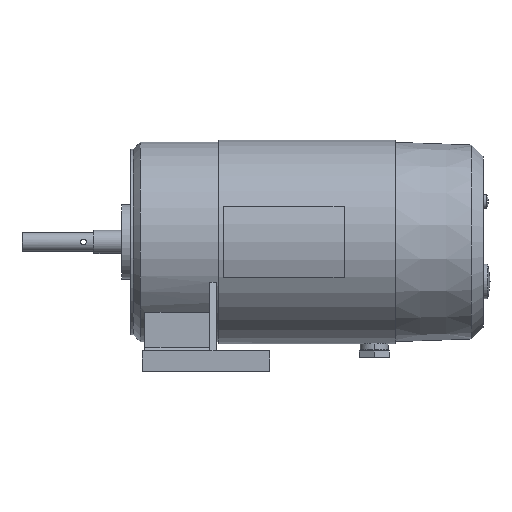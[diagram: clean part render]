
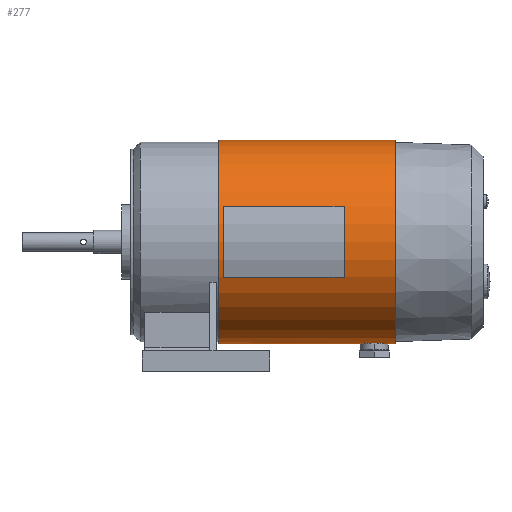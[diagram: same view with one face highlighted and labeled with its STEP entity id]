
A CAD part, top view. The second image highlights one B-rep face of the part: STEP entity #277.
In plain terms, the highlighted cylindrical face has radius 44 mm (diameter 88 mm), a partial arc.
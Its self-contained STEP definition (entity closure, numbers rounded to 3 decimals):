
#277 = ADVANCED_FACE( '', ( #715, #716 ), #717, .T. );
#715 = FACE_OUTER_BOUND( '', #1181, .T. );
#716 = FACE_BOUND( '', #1182, .T. );
#717 = CYLINDRICAL_SURFACE( '', #1183, 44. );
#1181 = EDGE_LOOP( '', ( #2743, #2744, #2745, #2746, #2747, #2748, #2749 ) );
#1182 = EDGE_LOOP( '', ( #2750, #2751, #2752, #2753 ) );
#1183 = AXIS2_PLACEMENT_3D( '', #2754, #2755, #2756 );
#2743 = ORIENTED_EDGE( '', *, *, #2894, .T. );
#2744 = ORIENTED_EDGE( '', *, *, #3354, .F. );
#2745 = ORIENTED_EDGE( '', *, *, #2899, .T. );
#2746 = ORIENTED_EDGE( '', *, *, #2944, .T. );
#2747 = ORIENTED_EDGE( '', *, *, #3332, .T. );
#2748 = ORIENTED_EDGE( '', *, *, #2896, .T. );
#2749 = ORIENTED_EDGE( '', *, *, #3353, .T. );
#2750 = ORIENTED_EDGE( '', *, *, #3306, .T. );
#2751 = ORIENTED_EDGE( '', *, *, #3302, .T. );
#2752 = ORIENTED_EDGE( '', *, *, #3309, .T. );
#2753 = ORIENTED_EDGE( '', *, *, #3313, .T. );
#2754 = CARTESIAN_POINT( '', ( 76., 0., 0. ) );
#2755 = DIRECTION( '', ( 1., 0., 0. ) );
#2756 = DIRECTION( '', ( 0., 1., 0. ) );
#2894 = EDGE_CURVE( '', #3422, #3423, #3424, .T. );
#2896 = EDGE_CURVE( '', #3427, #3425, #3428, .T. );
#2899 = EDGE_CURVE( '', #3433, #3431, #3434, .T. );
#2944 = EDGE_CURVE( '', #3431, #3514, #3516, .T. );
#3302 = EDGE_CURVE( '', #4096, #4097, #4098, .T. );
#3306 = EDGE_CURVE( '', #4104, #4096, #4105, .T. );
#3309 = EDGE_CURVE( '', #4097, #4109, #4110, .T. );
#3313 = EDGE_CURVE( '', #4109, #4104, #4115, .T. );
#3332 = EDGE_CURVE( '', #3514, #3427, #4146, .T. );
#3353 = EDGE_CURVE( '', #3425, #3422, #4169, .T. );
#3354 = EDGE_CURVE( '', #3433, #3423, #4170, .T. );
#3422 = VERTEX_POINT( '', #4254 );
#3423 = VERTEX_POINT( '', #4255 );
#3424 = LINE( '', #4256, #4257 );
#3425 = VERTEX_POINT( '', #4258 );
#3427 = VERTEX_POINT( '', #4260 );
#3428 = LINE( '', #4261, #4262 );
#3431 = VERTEX_POINT( '', #4282 );
#3433 = VERTEX_POINT( '', #4301 );
#3434 = LINE( '', #4302, #4303 );
#3514 = VERTEX_POINT( '', #4505 );
#3516 = B_SPLINE_CURVE_WITH_KNOTS( '', 3, ( #4508, #4509, #4510, #4511, #4512, #4513, #4514, #4515, #4516, #4517, #4518, #4519, #4520, #4521, #4522, #4523, #4524, #4525 ), .UNSPECIFIED., .F., .F., ( 4, 2, 2, 2, 2, 2, 2, 2, 4 ), ( 9.053, 10.184, 11.316, 12.447, 13.579, 14.71, 15.842, 16.974, 18.105 ), .UNSPECIFIED. );
#4096 = VERTEX_POINT( '', #5352 );
#4097 = VERTEX_POINT( '', #5353 );
#4098 = CIRCLE( '', #5354, 44. );
#4104 = VERTEX_POINT( '', #5362 );
#4105 = LINE( '', #5363, #5364 );
#4109 = VERTEX_POINT( '', #5370 );
#4110 = LINE( '', #5371, #5372 );
#4115 = CIRCLE( '', #5379, 44. );
#4146 = B_SPLINE_CURVE_WITH_KNOTS( '', 3, ( #5428, #5429, #5430, #5431, #5432, #5433, #5434, #5435, #5436, #5437, #5438, #5439, #5440, #5441, #5442, #5443, #5444, #5445 ), .UNSPECIFIED., .F., .F., ( 4, 2, 2, 2, 2, 2, 2, 2, 4 ), ( 18.105, 19.237, 20.368, 21.5, 22.632, 23.763, 24.895, 26.026, 27.158 ), .UNSPECIFIED. );
#4169 = CIRCLE( '', #5504, 44. );
#4170 = CIRCLE( '', #5505, 44. );
#4254 = CARTESIAN_POINT( '', ( 114., 44., 0. ) );
#4255 = CARTESIAN_POINT( '', ( 38., 44., 0. ) );
#4256 = CARTESIAN_POINT( '', ( 76., 44., 0. ) );
#4257 = VECTOR( '', #5573, 1. );
#4258 = CARTESIAN_POINT( '', ( 114., -44., 0. ) );
#4260 = CARTESIAN_POINT( '', ( 111., -44., 0. ) );
#4261 = CARTESIAN_POINT( '', ( 76., -44., 0. ) );
#4262 = VECTOR( '', #5577, 1. );
#4282 = CARTESIAN_POINT( '', ( 99., -44., 0. ) );
#4301 = CARTESIAN_POINT( '', ( 38., -44., 0. ) );
#4302 = CARTESIAN_POINT( '', ( 76., -44., 0. ) );
#4303 = VECTOR( '', #5578, 1. );
#4505 = CARTESIAN_POINT( '', ( 105., -43.589, 6. ) );
#4508 = CARTESIAN_POINT( '', ( 99., -44., 0. ) );
#4509 = CARTESIAN_POINT( '', ( 99., -44., 0.377 ) );
#4510 = CARTESIAN_POINT( '', ( 99.036, -43.995, 0.767 ) );
#4511 = CARTESIAN_POINT( '', ( 99.188, -43.975, 1.542 ) );
#4512 = CARTESIAN_POINT( '', ( 99.304, -43.959, 1.928 ) );
#4513 = CARTESIAN_POINT( '', ( 99.61, -43.921, 2.667 ) );
#4514 = CARTESIAN_POINT( '', ( 99.801, -43.897, 3.021 ) );
#4515 = CARTESIAN_POINT( '', ( 100.241, -43.847, 3.676 ) );
#4516 = CARTESIAN_POINT( '', ( 100.491, -43.821, 3.977 ) );
#4517 = CARTESIAN_POINT( '', ( 101.023, -43.769, 4.509 ) );
#4518 = CARTESIAN_POINT( '', ( 101.324, -43.742, 4.759 ) );
#4519 = CARTESIAN_POINT( '', ( 101.979, -43.692, 5.199 ) );
#4520 = CARTESIAN_POINT( '', ( 102.333, -43.669, 5.39 ) );
#4521 = CARTESIAN_POINT( '', ( 103.072, -43.63, 5.696 ) );
#4522 = CARTESIAN_POINT( '', ( 103.458, -43.615, 5.812 ) );
#4523 = CARTESIAN_POINT( '', ( 104.233, -43.594, 5.964 ) );
#4524 = CARTESIAN_POINT( '', ( 104.623, -43.589, 6. ) );
#4525 = CARTESIAN_POINT( '', ( 105., -43.589, 6. ) );
#5352 = CARTESIAN_POINT( '', ( 40., -15.049, 41.346 ) );
#5353 = CARTESIAN_POINT( '', ( 40., 15.049, 41.346 ) );
#5354 = AXIS2_PLACEMENT_3D( '', #6226, #6227, #6228 );
#5362 = CARTESIAN_POINT( '', ( 92., -15.049, 41.346 ) );
#5363 = CARTESIAN_POINT( '', ( 66., -15.049, 41.346 ) );
#5364 = VECTOR( '', #6234, 1. );
#5370 = CARTESIAN_POINT( '', ( 92., 15.049, 41.346 ) );
#5371 = CARTESIAN_POINT( '', ( 66., 15.049, 41.346 ) );
#5372 = VECTOR( '', #6237, 1. );
#5379 = AXIS2_PLACEMENT_3D( '', #6243, #6244, #6245 );
#5428 = CARTESIAN_POINT( '', ( 105., -43.589, 6. ) );
#5429 = CARTESIAN_POINT( '', ( 105.377, -43.589, 6. ) );
#5430 = CARTESIAN_POINT( '', ( 105.767, -43.594, 5.964 ) );
#5431 = CARTESIAN_POINT( '', ( 106.542, -43.615, 5.812 ) );
#5432 = CARTESIAN_POINT( '', ( 106.928, -43.63, 5.696 ) );
#5433 = CARTESIAN_POINT( '', ( 107.667, -43.669, 5.39 ) );
#5434 = CARTESIAN_POINT( '', ( 108.021, -43.692, 5.199 ) );
#5435 = CARTESIAN_POINT( '', ( 108.676, -43.742, 4.759 ) );
#5436 = CARTESIAN_POINT( '', ( 108.977, -43.769, 4.509 ) );
#5437 = CARTESIAN_POINT( '', ( 109.509, -43.821, 3.977 ) );
#5438 = CARTESIAN_POINT( '', ( 109.759, -43.847, 3.676 ) );
#5439 = CARTESIAN_POINT( '', ( 110.199, -43.897, 3.021 ) );
#5440 = CARTESIAN_POINT( '', ( 110.39, -43.921, 2.667 ) );
#5441 = CARTESIAN_POINT( '', ( 110.696, -43.959, 1.928 ) );
#5442 = CARTESIAN_POINT( '', ( 110.812, -43.975, 1.542 ) );
#5443 = CARTESIAN_POINT( '', ( 110.964, -43.995, 0.767 ) );
#5444 = CARTESIAN_POINT( '', ( 111., -44., 0.377 ) );
#5445 = CARTESIAN_POINT( '', ( 111., -44., 0. ) );
#5504 = AXIS2_PLACEMENT_3D( '', #6314, #6315, #6316 );
#5505 = AXIS2_PLACEMENT_3D( '', #6317, #6318, #6319 );
#5573 = DIRECTION( '', ( -1., 0., 0. ) );
#5577 = DIRECTION( '', ( 1., 0., 0. ) );
#5578 = DIRECTION( '', ( 1., 0., 0. ) );
#6226 = CARTESIAN_POINT( '', ( 40., 0., 0. ) );
#6227 = DIRECTION( '', ( -1., 0., 0. ) );
#6228 = DIRECTION( '', ( 0., 1., 0. ) );
#6234 = DIRECTION( '', ( -1., 0., 0. ) );
#6237 = DIRECTION( '', ( 1., 0., 0. ) );
#6243 = CARTESIAN_POINT( '', ( 92., 0., 0. ) );
#6244 = DIRECTION( '', ( 1., 0., 0. ) );
#6245 = DIRECTION( '', ( 0., 1., 0. ) );
#6314 = CARTESIAN_POINT( '', ( 114., 0., 0. ) );
#6315 = DIRECTION( '', ( -1., 0., 0. ) );
#6316 = DIRECTION( '', ( 0., 1., 0. ) );
#6317 = CARTESIAN_POINT( '', ( 38., 0., 0. ) );
#6318 = DIRECTION( '', ( -1., 0., 0. ) );
#6319 = DIRECTION( '', ( 0., 1., 0. ) );
